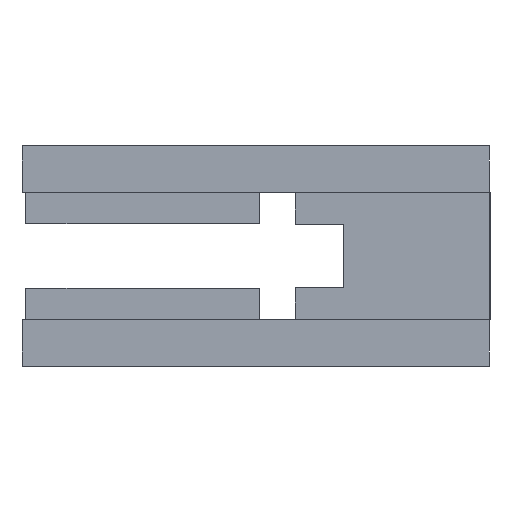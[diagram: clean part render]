
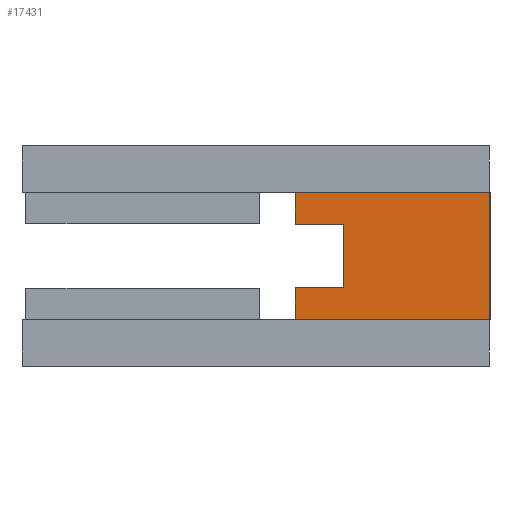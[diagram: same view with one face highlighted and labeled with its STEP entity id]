
A CAD part, left-side view. The second image highlights one B-rep face of the part: STEP entity #17431.
In plain terms, the highlighted planar face has unit normal (-1, 0, 0).
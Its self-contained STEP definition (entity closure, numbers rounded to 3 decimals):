
#1466=DIRECTION('',(0.,-1.,0.));
#1467=VECTOR('',#1466,24.9);
#1468=CARTESIAN_POINT('',(-255.125,12.5,-8.155));
#1469=LINE('',#1468,#1467);
#1470=DIRECTION('',(0.,0.,-1.));
#1471=VECTOR('',#1470,4.105);
#1472=CARTESIAN_POINT('',(-255.125,12.5,-4.05));
#1473=LINE('',#1472,#1471);
#1474=DIRECTION('',(0.,1.,0.));
#1475=VECTOR('',#1474,6.2);
#1476=CARTESIAN_POINT('',(-255.125,6.3,-4.05));
#1477=LINE('',#1476,#1475);
#1478=DIRECTION('',(0.,0.,-1.));
#1479=VECTOR('',#1478,8.1);
#1480=CARTESIAN_POINT('',(-255.125,6.3,4.05));
#1481=LINE('',#1480,#1479);
#1482=DIRECTION('',(0.,-1.,0.));
#1483=VECTOR('',#1482,6.2);
#1484=CARTESIAN_POINT('',(-255.125,12.5,4.05));
#1485=LINE('',#1484,#1483);
#1486=DIRECTION('',(0.,0.,-1.));
#1487=VECTOR('',#1486,4.105);
#1488=CARTESIAN_POINT('',(-255.125,12.5,8.155));
#1489=LINE('',#1488,#1487);
#1490=DIRECTION('',(0.,-1.,0.));
#1491=VECTOR('',#1490,24.9);
#1492=CARTESIAN_POINT('',(-255.125,12.5,8.155));
#1493=LINE('',#1492,#1491);
#1494=DIRECTION('',(0.,1.,0.));
#1495=VECTOR('',#1494,0.1);
#1496=CARTESIAN_POINT('',(-255.125,-12.5,8.155));
#1497=LINE('',#1496,#1495);
#1498=DIRECTION('',(0.,0.,1.));
#1499=VECTOR('',#1498,16.31);
#1500=CARTESIAN_POINT('',(-255.125,-12.5,-8.155));
#1501=LINE('',#1500,#1499);
#1502=DIRECTION('',(0.,-1.,0.));
#1503=VECTOR('',#1502,0.1);
#1504=CARTESIAN_POINT('',(-255.125,-12.4,-8.155));
#1505=LINE('',#1504,#1503);
#12855=CARTESIAN_POINT('',(-255.125,-12.5,-8.155));
#12856=CARTESIAN_POINT('',(-255.125,-12.5,8.155));
#12857=VERTEX_POINT('',#12855);
#12858=VERTEX_POINT('',#12856);
#12859=CARTESIAN_POINT('',(-255.125,12.5,4.05));
#12860=CARTESIAN_POINT('',(-255.125,6.3,4.05));
#12861=VERTEX_POINT('',#12859);
#12862=VERTEX_POINT('',#12860);
#12863=CARTESIAN_POINT('',(-255.125,6.3,-4.05));
#12864=VERTEX_POINT('',#12863);
#12865=CARTESIAN_POINT('',(-255.125,12.5,-4.05));
#12866=VERTEX_POINT('',#12865);
#12993=CARTESIAN_POINT('',(-255.125,12.5,8.155));
#12994=CARTESIAN_POINT('',(-255.125,-12.4,8.155));
#12995=VERTEX_POINT('',#12993);
#12996=VERTEX_POINT('',#12994);
#13789=CARTESIAN_POINT('',(-255.125,12.5,-8.155));
#13790=CARTESIAN_POINT('',(-255.125,-12.4,-8.155));
#13791=VERTEX_POINT('',#13789);
#13792=VERTEX_POINT('',#13790);
#17407=CARTESIAN_POINT('',(-255.125,0.,0.));
#17408=DIRECTION('',(-1.,0.,0.));
#17409=DIRECTION('',(0.,0.,1.));
#17410=AXIS2_PLACEMENT_3D('',#17407,#17408,#17409);
#17411=PLANE('',#17410);
#17413=ORIENTED_EDGE('',*,*,#17412,.F.);
#17415=ORIENTED_EDGE('',*,*,#17414,.F.);
#17417=ORIENTED_EDGE('',*,*,#17416,.F.);
#17419=ORIENTED_EDGE('',*,*,#17418,.F.);
#17421=ORIENTED_EDGE('',*,*,#17420,.F.);
#17423=ORIENTED_EDGE('',*,*,#17422,.F.);
#17424=ORIENTED_EDGE('',*,*,#17270,.T.);
#17425=ORIENTED_EDGE('',*,*,#16835,.F.);
#17427=ORIENTED_EDGE('',*,*,#17426,.F.);
#17428=ORIENTED_EDGE('',*,*,#16607,.F.);
#17429=EDGE_LOOP('',(#17413,#17415,#17417,#17419,#17421,#17423,#17424,#17425,
#17427,#17428));
#17430=FACE_OUTER_BOUND('',#17429,.F.);
#16607=EDGE_CURVE('',#13792,#12857,#1505,.T.);
#16835=EDGE_CURVE('',#12858,#12996,#1497,.T.);
#17270=EDGE_CURVE('',#12995,#12996,#1493,.T.);
#17412=EDGE_CURVE('',#13791,#13792,#1469,.T.);
#17414=EDGE_CURVE('',#12866,#13791,#1473,.T.);
#17416=EDGE_CURVE('',#12864,#12866,#1477,.T.);
#17418=EDGE_CURVE('',#12862,#12864,#1481,.T.);
#17420=EDGE_CURVE('',#12861,#12862,#1485,.T.);
#17422=EDGE_CURVE('',#12995,#12861,#1489,.T.);
#17426=EDGE_CURVE('',#12857,#12858,#1501,.T.);
#17431=ADVANCED_FACE('',(#17430),#17411,.T.);
